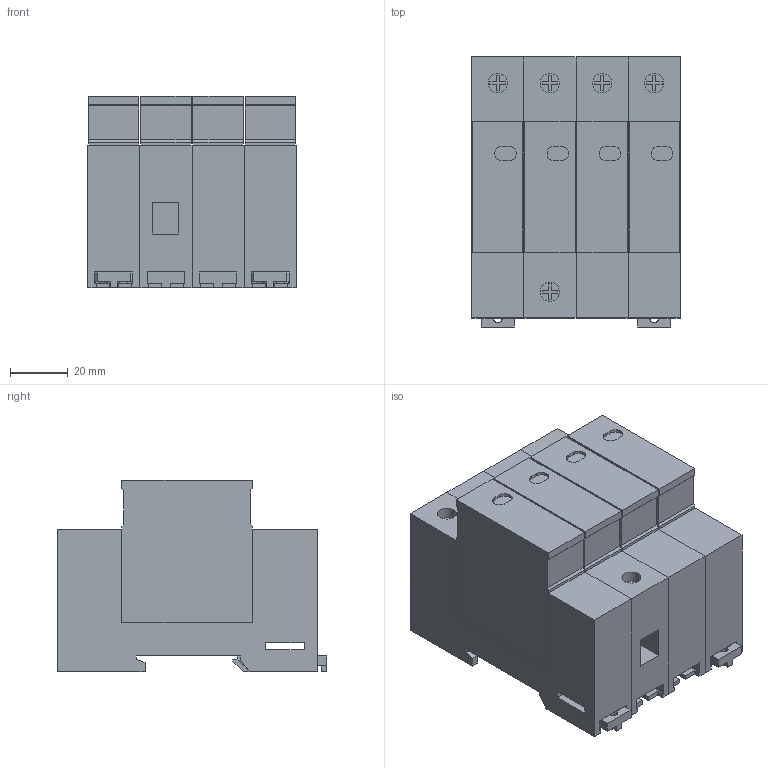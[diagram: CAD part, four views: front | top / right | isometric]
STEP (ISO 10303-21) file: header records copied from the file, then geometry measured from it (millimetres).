
FILE_DESCRIPTION((''),'2;1');
FILE_NAME('1599201598533_ASM','2020-09-04T12:10:05',('SESA176331'),('Schneider-Electric'),'CREO PARAMETRIC BY PTC INC, 2019164','CREO PARAMETRIC BY PTC INC, 2019164','');
FILE_SCHEMA(('AUTOMOTIVE_DESIGN { 1 0 10303 214 1 1 1 1 }'));
Length unit declared in the file: millimetre
Products named in the file (6): SB109210_1; SB109210_2; SB109210_3; SB109210_CLIP-V-23; SB109210_ASM; 1599201598533_ASM
Assembly tree (7 placements, depth 3):
  1599201598533_ASM
    SB109210_ASM
      SB109210_1  x2
      SB109210_2
      SB109210_3
      SB109210_CLIP-V-23  x2
Bounding box: 72 x 93.1 x 66.2 mm (x, y, z)
Volume: 339545 mm3; surface area: 73054 mm2
Topology: 6 solids, 6 shells, 465 faces, 1289 edges, 858 vertices
Faces by surface type: plane 437, cylinder 28
Entity records: 15023 total; most frequent: CARTESIAN_POINT 1871, ORIENTED_EDGE 1798, DIRECTION 1659, PRESENTATION_STYLE_ASSIGNMENT 975, STYLED_ITEM 913, CURVE_STYLE 908, EDGE_CURVE 899, VECTOR 861
